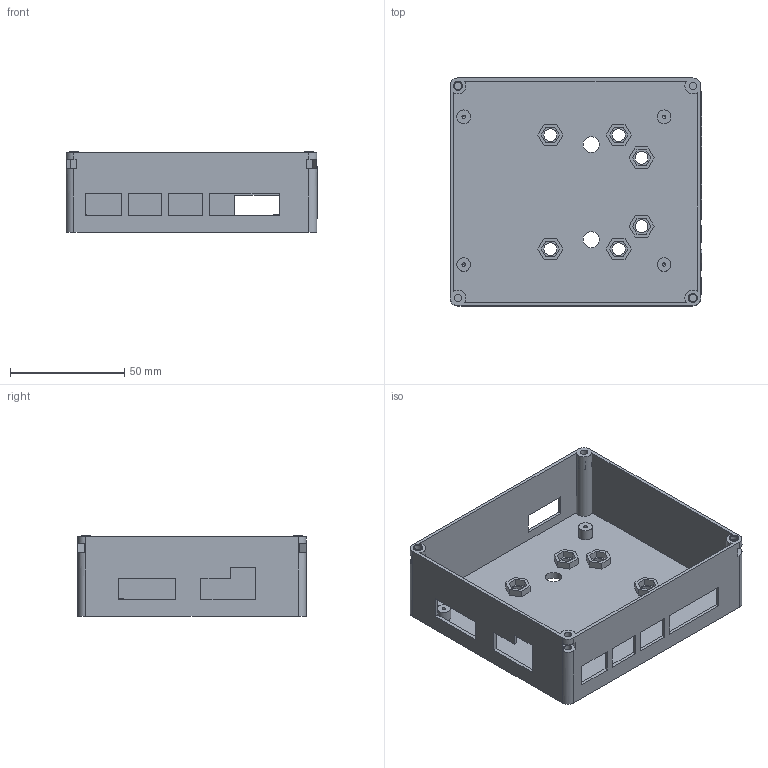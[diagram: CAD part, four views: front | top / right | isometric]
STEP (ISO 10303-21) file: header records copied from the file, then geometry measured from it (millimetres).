
FILE_DESCRIPTION(/* description */ (''),/* implementation_level */ '2;1');
FILE_NAME(/* name */ '',/* time_stamp */ '2025-07-18T09:20:17+08:00',/* author */ (''),/* organization */ (''),/* preprocessor_version */ 'ST-DEVELOPER v20.1',/* originating_system */ 'Autodesk Translation Framework v14.10.0.0',/* authorisation */ '');
FILE_SCHEMA (('AUTOMOTIVE_DESIGN { 1 0 10303 214 3 1 1 }'));
Length unit declared in the file: millimetre
Products named in the file (2): 底座; 零部件1
Assembly tree (1 placements, depth 2):
  底座
    零部件1
Bounding box: 110.5 x 100 x 35.5 mm (x, y, z)
Volume: 53407.5 mm3; surface area: 50413.4 mm2
Topology: 1 solids, 1 shells, 800 faces, 2132 edges, 1412 vertices
Faces by surface type: plane 652, bspline 110, cylinder 34, cone 4
Full cylindrical faces by diameter (mm): 1.5 x4, 3.2 x8, 4 x2, 5.6 x6, 6 x4, 7 x2
Entity records: 24842 total; most frequent: CARTESIAN_POINT 5773, ORIENTED_EDGE 4256, DIRECTION 3370, EDGE_CURVE 2128, LINE 1832, VECTOR 1832, VERTEX_POINT 1412, EDGE_LOOP 924
